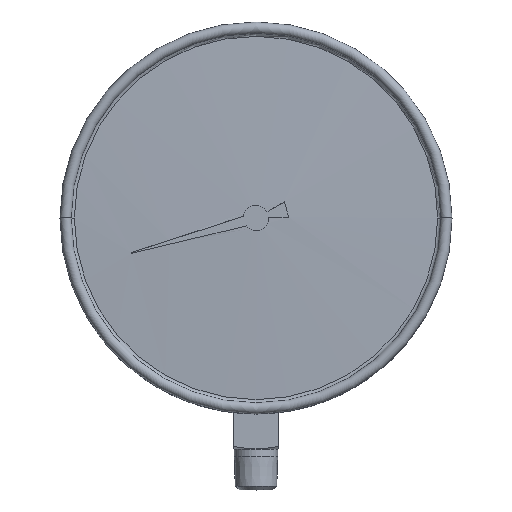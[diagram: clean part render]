
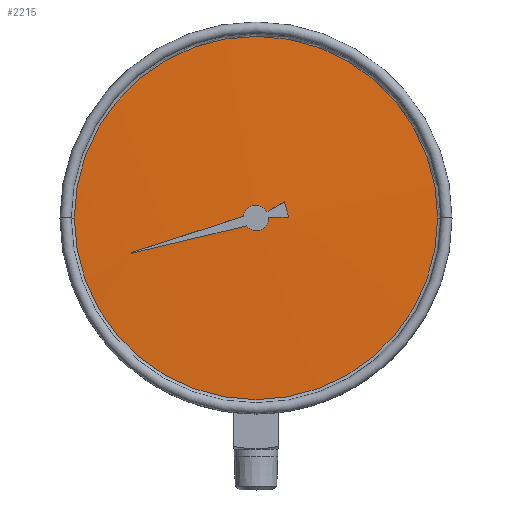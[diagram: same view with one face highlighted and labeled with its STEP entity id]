
A CAD part, top view. The second image highlights one B-rep face of the part: STEP entity #2215.
In plain terms, the highlighted spherical face has radius 1100 mm.
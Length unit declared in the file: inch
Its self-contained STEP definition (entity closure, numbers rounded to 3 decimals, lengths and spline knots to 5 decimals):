
#40 = AXIS2_PLACEMENT_3D ( 'NONE', #1985, #587, #3829 ) ;
#173 = DIRECTION ( 'NONE',  ( 0.27, -0.963, 0. ) ) ;
#233 = DIRECTION ( 'NONE',  ( 0.963, 0.27, 0. ) ) ;
#321 = VERTEX_POINT ( 'NONE', #531 ) ;
#378 = DIRECTION ( 'NONE',  ( -1., 0., 0. ) ) ;
#415 = AXIS2_PLACEMENT_3D ( 'NONE', #4264, #233, #173 ) ;
#469 = VERTEX_POINT ( 'NONE', #5284 ) ;
#507 = VERTEX_POINT ( 'NONE', #1713 ) ;
#529 = CIRCLE ( 'NONE', #40, 2.26234 ) ;
#531 = CARTESIAN_POINT ( 'NONE',  ( 0.15742, 2.87848, 0.74286 ) ) ;
#587 = DIRECTION ( 'NONE',  ( 0., 0., 1. ) ) ;
#642 = EDGE_CURVE ( 'NONE', #5511, #507, #5025, .T. ) ;
#664 = DIRECTION ( 'NONE',  ( 0., 1., 0. ) ) ;
#786 = CARTESIAN_POINT ( 'NONE',  ( 0., 2.87402, -42.56394 ) ) ;
#807 = AXIS2_PLACEMENT_3D ( 'NONE', #2540, #1110, #1080 ) ;
#823 = DIRECTION ( 'NONE',  ( 0., 0., -1. ) ) ;
#837 = DIRECTION ( 'NONE',  ( -0.028, 1., 0. ) ) ;
#860 = VERTEX_POINT ( 'NONE', #5726 ) ;
#880 = EDGE_CURVE ( 'NONE', #321, #1656, #925, .T. ) ;
#901 = AXIS2_PLACEMENT_3D ( 'NONE', #3241, #837, #3120 ) ;
#908 = CARTESIAN_POINT ( 'NONE',  ( 0., 2.87402, 0.71315 ) ) ;
#923 = ORIENTED_EDGE ( 'NONE', *, *, #5666, .F. ) ;
#925 = CIRCLE ( 'NONE', #5086, 0.15748 ) ;
#1005 = ORIENTED_EDGE ( 'NONE', *, *, #880, .T. ) ;
#1080 = DIRECTION ( 'NONE',  ( -0.973, -0.232, 0. ) ) ;
#1110 = DIRECTION ( 'NONE',  ( 0.232, -0.973, 0. ) ) ;
#1111 = VERTEX_POINT ( 'NONE', #5056 ) ;
#1117 = SPHERICAL_SURFACE ( 'NONE', #3422, 43.30709 ) ;
#1176 = CARTESIAN_POINT ( 'NONE',  ( 2.26234, 2.87402, 0.68402 ) ) ;
#1392 = CARTESIAN_POINT ( 'NONE',  ( 0.35251, 3.07507, 0.74125 ) ) ;
#1656 = VERTEX_POINT ( 'NONE', #3479 ) ;
#1713 = CARTESIAN_POINT ( 'NONE',  ( -2.26234, 2.87402, 0.68402 ) ) ;
#1767 = DIRECTION ( 'NONE',  ( 1., 0., 0. ) ) ;
#1843 = EDGE_CURVE ( 'NONE', #507, #5511, #529, .T. ) ;
#1985 = CARTESIAN_POINT ( 'NONE',  ( 0., 2.87402, 0.68402 ) ) ;
#2053 = ORIENTED_EDGE ( 'NONE', *, *, #1843, .T. ) ;
#2084 = CIRCLE ( 'NONE', #5652, 1.61168 ) ;
#2124 = ORIENTED_EDGE ( 'NONE', *, *, #2575, .T. ) ;
#2151 = CARTESIAN_POINT ( 'NONE',  ( 0.13679, 2.95204, 0.74286 ) ) ;
#2215 = ADVANCED_FACE ( 'NONE', ( #2518, #5296 ), #1117, .T. ) ;
#2259 = AXIS2_PLACEMENT_3D ( 'NONE', #786, #4814, #3523 ) ;
#2342 = CARTESIAN_POINT ( 'NONE',  ( 0., 2.87402, -42.56394 ) ) ;
#2422 = AXIS2_PLACEMENT_3D ( 'NONE', #3148, #4976, #378 ) ;
#2480 = ORIENTED_EDGE ( 'NONE', *, *, #2830, .F. ) ;
#2486 = ORIENTED_EDGE ( 'NONE', *, *, #3678, .T. ) ;
#2500 = EDGE_CURVE ( 'NONE', #3662, #860, #3990, .T. ) ;
#2518 = FACE_BOUND ( 'NONE', #3760, .T. ) ;
#2540 = CARTESIAN_POINT ( 'NONE',  ( 0.01581, 2.8078, -42.56394 ) ) ;
#2552 = CIRCLE ( 'NONE', #901, 43.30709 ) ;
#2575 = EDGE_CURVE ( 'NONE', #1656, #469, #4479, .T. ) ;
#2767 = CARTESIAN_POINT ( 'NONE',  ( 0., 2.87402, 0.74286 ) ) ;
#2830 = EDGE_CURVE ( 'NONE', #1111, #4852, #5319, .T. ) ;
#2911 = AXIS2_PLACEMENT_3D ( 'NONE', #2976, #3005, #4848 ) ;
#2974 = DIRECTION ( 'NONE',  ( 0., 0., -1. ) ) ;
#2976 = CARTESIAN_POINT ( 'NONE',  ( -0.02091, 2.9388, -42.56394 ) ) ;
#3005 = DIRECTION ( 'NONE',  ( 0.307, -0.952, 0. ) ) ;
#3120 = DIRECTION ( 'NONE',  ( 1., 0.028, 0. ) ) ;
#3148 = CARTESIAN_POINT ( 'NONE',  ( 0., 2.87402, 0.68402 ) ) ;
#3163 = AXIS2_PLACEMENT_3D ( 'NONE', #2767, #4602, #3255 ) ;
#3241 = CARTESIAN_POINT ( 'NONE',  ( 0., 2.87402, -42.56394 ) ) ;
#3255 = DIRECTION ( 'NONE',  ( -1., 0., 0. ) ) ;
#3422 = AXIS2_PLACEMENT_3D ( 'NONE', #2342, #2974, #664 ) ;
#3438 = EDGE_LOOP ( 'NONE', ( #2053, #4276 ) ) ;
#3479 = CARTESIAN_POINT ( 'NONE',  ( -0.12231, 2.77481, 0.74286 ) ) ;
#3523 = DIRECTION ( 'NONE',  ( 0.869, 0.495, 0. ) ) ;
#3554 = ORIENTED_EDGE ( 'NONE', *, *, #3653, .T. ) ;
#3611 = CIRCLE ( 'NONE', #2259, 43.30709 ) ;
#3653 = EDGE_CURVE ( 'NONE', #469, #4852, #2084, .T. ) ;
#3662 = VERTEX_POINT ( 'NONE', #1392 ) ;
#3678 = EDGE_CURVE ( 'NONE', #1111, #3942, #5944, .T. ) ;
#3734 = ORIENTED_EDGE ( 'NONE', *, *, #2500, .T. ) ;
#3760 = EDGE_LOOP ( 'NONE', ( #923, #1005, #2124, #3554, #2480, #2486, #4262, #3734 ) ) ;
#3829 = DIRECTION ( 'NONE',  ( -1., 0., 0. ) ) ;
#3853 = DIRECTION ( 'NONE',  ( 0., 0., -1. ) ) ;
#3942 = VERTEX_POINT ( 'NONE', #2151 ) ;
#3990 = CIRCLE ( 'NONE', #415, 43.3053 ) ;
#4220 = DIRECTION ( 'NONE',  ( -1., 0., 0. ) ) ;
#4262 = ORIENTED_EDGE ( 'NONE', *, *, #5112, .T. ) ;
#4264 = CARTESIAN_POINT ( 'NONE',  ( 0.37908, 2.9803, -42.56394 ) ) ;
#4276 = ORIENTED_EDGE ( 'NONE', *, *, #642, .T. ) ;
#4479 = CIRCLE ( 'NONE', #807, 43.30703 ) ;
#4602 = DIRECTION ( 'NONE',  ( 0., 0., -1. ) ) ;
#4814 = DIRECTION ( 'NONE',  ( -0.495, 0.869, 0. ) ) ;
#4819 = CARTESIAN_POINT ( 'NONE',  ( 0., 2.87402, 0.74286 ) ) ;
#4848 = DIRECTION ( 'NONE',  ( -0.952, -0.307, 0. ) ) ;
#4852 = VERTEX_POINT ( 'NONE', #5001 ) ;
#4976 = DIRECTION ( 'NONE',  ( 0., 0., 1. ) ) ;
#5001 = CARTESIAN_POINT ( 'NONE',  ( -1.55329, 2.4441, 0.71315 ) ) ;
#5025 = CIRCLE ( 'NONE', #2422, 2.26234 ) ;
#5056 = CARTESIAN_POINT ( 'NONE',  ( -0.15605, 2.89517, 0.74286 ) ) ;
#5086 = AXIS2_PLACEMENT_3D ( 'NONE', #4819, #3853, #4220 ) ;
#5112 = EDGE_CURVE ( 'NONE', #3942, #3662, #3611, .T. ) ;
#5284 = CARTESIAN_POINT ( 'NONE',  ( -1.55038, 2.43373, 0.71315 ) ) ;
#5296 = FACE_OUTER_BOUND ( 'NONE', #3438, .T. ) ;
#5319 = CIRCLE ( 'NONE', #2911, 43.30703 ) ;
#5511 = VERTEX_POINT ( 'NONE', #1176 ) ;
#5652 = AXIS2_PLACEMENT_3D ( 'NONE', #908, #823, #1767 ) ;
#5666 = EDGE_CURVE ( 'NONE', #321, #860, #2552, .T. ) ;
#5726 = CARTESIAN_POINT ( 'NONE',  ( 0.40565, 2.88553, 0.74125 ) ) ;
#5944 = CIRCLE ( 'NONE', #3163, 0.15748 ) ;
